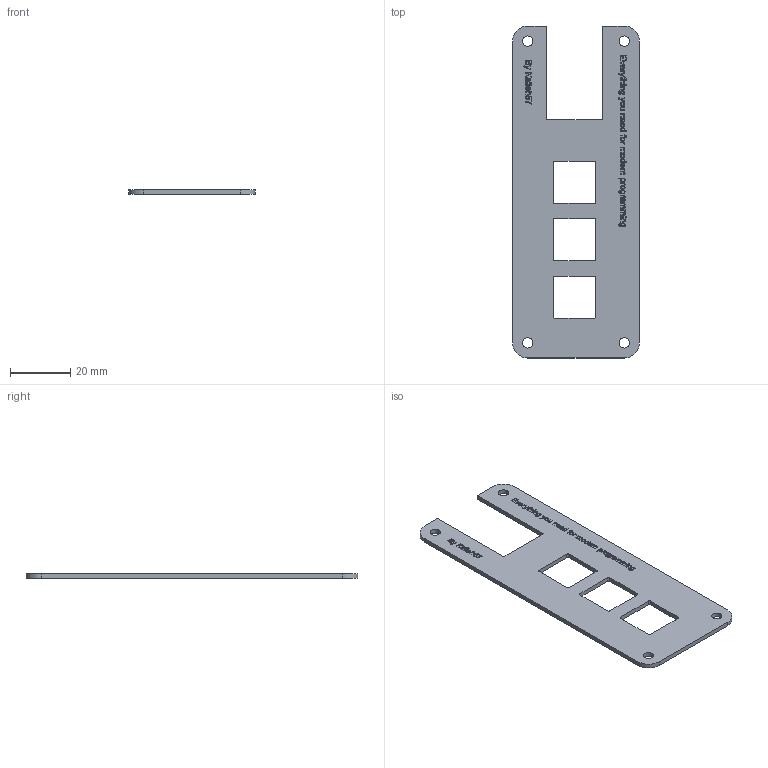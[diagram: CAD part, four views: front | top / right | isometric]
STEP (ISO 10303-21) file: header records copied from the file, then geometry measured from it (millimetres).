
FILE_DESCRIPTION(/* description */ (''),/* implementation_level */ '2;1');
FILE_NAME(/* name */ 'Top.step',/* time_stamp */ '2025-06-08T20:20:27-07:00',/* author */ (''),/* organization */ (''),/* preprocessor_version */ 'ST-DEVELOPER v20.1',/* originating_system */ 'Autodesk Translation Framework v14.10.0.0',/* authorisation */ '');
FILE_SCHEMA (('AUTOMOTIVE_DESIGN { 1 0 10303 214 3 1 1 }'));
Length unit declared in the file: millimetre
Products named in the file (1): Copypastatop
Bounding box: 42 x 110 x 1.5 mm (x, y, z)
Volume: 5093.5 mm3; surface area: 7727.5 mm2
Topology: 1 solids, 1 shells, 1001 faces, 2790 edges, 1860 vertices
Faces by surface type: bspline 596, plane 385, cylinder 20
Full cylindrical faces by diameter (mm): 3.4 x4
Entity records: 37465 total; most frequent: CARTESIAN_POINT 15784, ORIENTED_EDGE 5580, EDGE_CURVE 2790, DIRECTION 2450, VERTEX_POINT 1860, LINE 1558, VECTOR 1558, B_SPLINE_CURVE_WITH_KNOTS 1192
